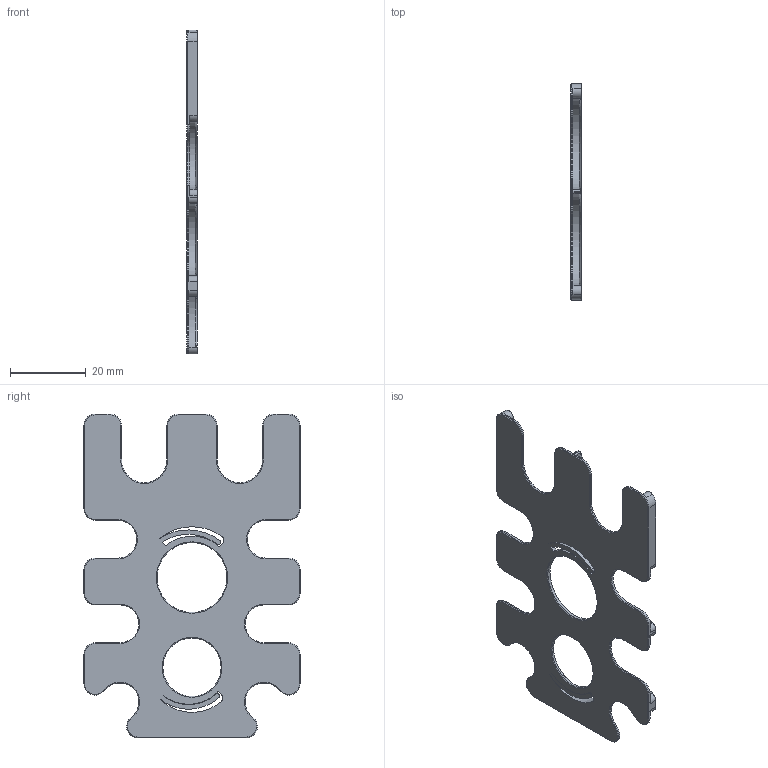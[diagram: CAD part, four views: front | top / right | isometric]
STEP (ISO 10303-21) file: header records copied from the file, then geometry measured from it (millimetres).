
FILE_DESCRIPTION(/* description */ (''),/* implementation_level */ '2;1');
FILE_NAME(/* name */ 'coin_final3 v2.step',/* time_stamp */ '2025-04-13T16:24:46-04:00',/* author */ (''),/* organization */ (''),/* preprocessor_version */ 'ST-DEVELOPER v20.1',/* originating_system */ 'Autodesk Translation Framework v14.4.0.0',/* authorisation */ '');
FILE_SCHEMA (('AUTOMOTIVE_DESIGN { 1 0 10303 214 3 1 1 }'));
Length unit declared in the file: millimetre
Products named in the file (1): coin_final3
Bounding box: 2.8 x 57.16 x 85.6 mm (x, y, z)
Volume: 4561.5 mm3; surface area: 8406.1 mm2
Topology: 1 solids, 1 shells, 289 faces, 756 edges, 469 vertices
Faces by surface type: plane 117, cylinder 102, cone 58, bspline 12
Full cylindrical faces by diameter (mm): 15.41 x1, 18.46 x1
Entity records: 9189 total; most frequent: CARTESIAN_POINT 2026, ORIENTED_EDGE 1512, DIRECTION 1500, EDGE_CURVE 756, AXIS2_PLACEMENT_3D 532, VERTEX_POINT 469, LINE 436, VECTOR 436
